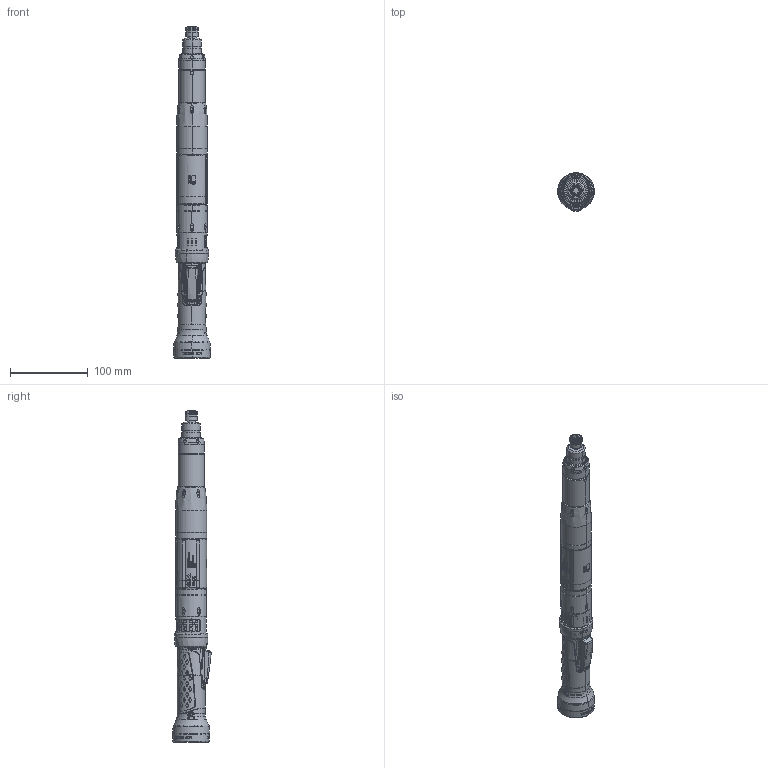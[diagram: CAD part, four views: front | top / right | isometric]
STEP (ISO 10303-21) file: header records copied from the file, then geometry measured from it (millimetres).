
FILE_DESCRIPTION((''),'2;1');
FILE_NAME('PRT0010','2020-08-06T21:16:04',('INEEXTrab'),(''),'CREO PARAMETRIC BY PTC INC, 2018100','CREO PARAMETRIC BY PTC INC, 2018100','');
FILE_SCHEMA(('CONFIG_CONTROL_DESIGN'));
Products named in the file (1): PRT0010
Bounding box: 47.62 x 49.76 x 428.39 mm (x, y, z)
Volume: 391306.2 mm3; surface area: 117938.2 mm2
Topology: 2 solids, 15 shells, 5299 faces, 14802 edges, 9816 vertices
Faces by surface type: plane 2121, bspline 1152, cylinder 934, extrusion 706, cone 171, torus 162, sphere 36, revolution 17
Entity records: 233510 total; most frequent: CARTESIAN_POINT 111691, ORIENTED_EDGE 29535, DIRECTION 18077, EDGE_CURVE 14770, VERTEX_POINT 9811, B_SPLINE_CURVE_WITH_KNOTS 7488, VECTOR 6208, AXIS2_PLACEMENT_3D 5926
